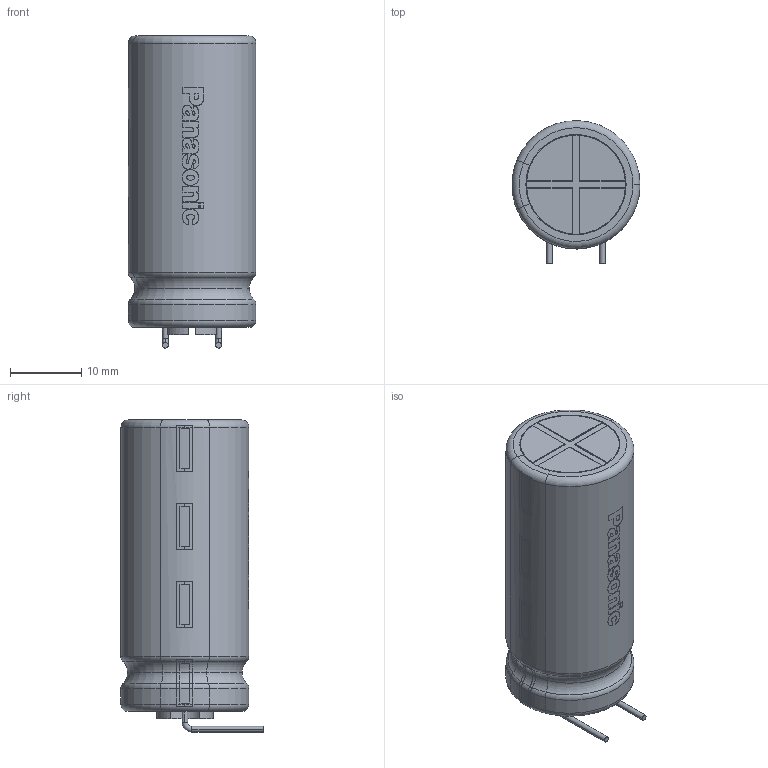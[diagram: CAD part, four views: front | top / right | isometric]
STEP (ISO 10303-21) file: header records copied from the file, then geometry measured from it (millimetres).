
FILE_DESCRIPTION (( 'STEP AP214' ), '1' );
FILE_NAME ('Cap_Panasonic_ECA2DM331E_eec_H.STEP', '2023-06-30T12:35:29', ( '' ), ( '' ), 'SwSTEP 2.0', 'SolidWorks 2021', '' );
FILE_SCHEMA (( 'AUTOMOTIVE_DESIGN' ));
Length unit declared in the file: millimetre
Products named in the file (1): Cap_Panasonic_ECA2DM331E_eec_H
Bounding box: 18 x 20 x 43.9 mm (x, y, z)
Volume: 10249.8 mm3; surface area: 5502 mm2
Topology: 20 solids, 20 shells, 505 faces, 1335 edges, 867 vertices
Faces by surface type: bspline 167, plane 141, cylinder 117, torus 72, sphere 8
Entity records: 19580 total; most frequent: CARTESIAN_POINT 7915, ORIENTED_EDGE 2670, DIRECTION 1929, EDGE_CURVE 1335, VERTEX_POINT 867, AXIS2_PLACEMENT_3D 715, EDGE_LOOP 520, FACE_OUTER_BOUND 505
